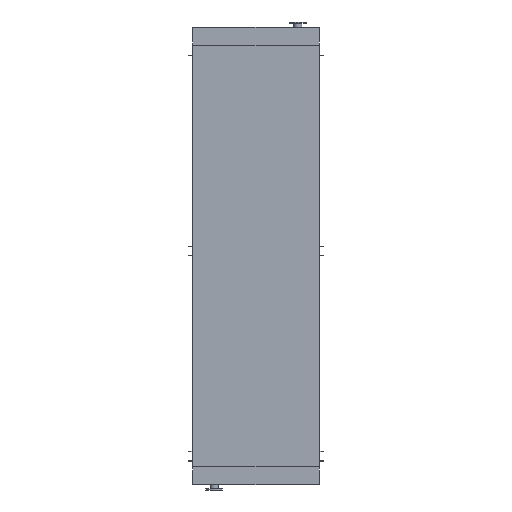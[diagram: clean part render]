
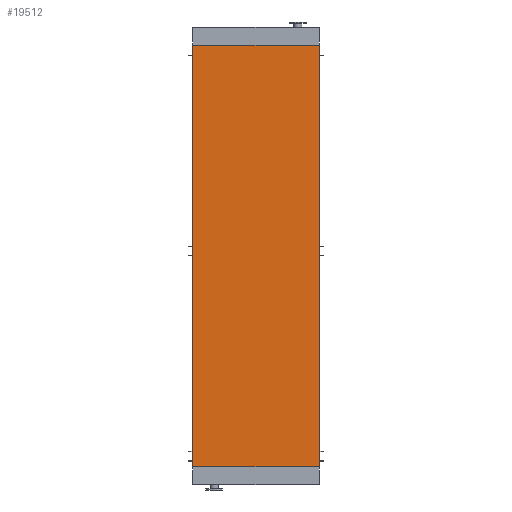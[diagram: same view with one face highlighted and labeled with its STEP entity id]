
A CAD part, front view. The second image highlights one B-rep face of the part: STEP entity #19512.
In plain terms, the highlighted planar face has unit normal (0, -1, 0).
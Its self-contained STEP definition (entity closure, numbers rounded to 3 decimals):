
#136 = CARTESIAN_POINT ( 'NONE',  ( -845., 0., 0. ) ) ;
#602 = DIRECTION ( 'NONE',  ( 0., -1., 0. ) ) ;
#1004 = DIRECTION ( 'NONE',  ( 0., 0., 1. ) ) ;
#1938 = VERTEX_POINT ( 'NONE', #7486 ) ;
#3296 = LINE ( 'NONE', #11107, #9638 ) ;
#4044 = CARTESIAN_POINT ( 'NONE',  ( -845., 0., 0. ) ) ;
#4539 = LINE ( 'NONE', #22799, #17015 ) ;
#5546 = CARTESIAN_POINT ( 'NONE',  ( -845., 0., -5650. ) ) ;
#6118 = DIRECTION ( 'NONE',  ( 1., 0., 0. ) ) ;
#6141 = DIRECTION ( 'NONE',  ( 0., 0., 1. ) ) ;
#6555 = VERTEX_POINT ( 'NONE', #5546 ) ;
#7486 = CARTESIAN_POINT ( 'NONE',  ( 845., 0., -5650. ) ) ;
#7998 = ORIENTED_EDGE ( 'NONE', *, *, #15376, .T. ) ;
#8012 = LINE ( 'NONE', #22534, #17269 ) ;
#8759 = VECTOR ( 'NONE', #6118, 1000. ) ;
#9356 = AXIS2_PLACEMENT_3D ( 'NONE', #18180, #602, #18424 ) ;
#9631 = ORIENTED_EDGE ( 'NONE', *, *, #21128, .T. ) ;
#9638 = VECTOR ( 'NONE', #21451, 1000. ) ;
#11107 = CARTESIAN_POINT ( 'NONE',  ( -845., 0., -5650. ) ) ;
#12176 = EDGE_CURVE ( 'NONE', #17752, #21882, #16198, .T. ) ;
#12681 = FACE_OUTER_BOUND ( 'NONE', #14581, .T. ) ;
#13205 = EDGE_CURVE ( 'NONE', #6555, #17752, #4539, .T. ) ;
#14581 = EDGE_LOOP ( 'NONE', ( #16060, #16723, #7998, #9631 ) ) ;
#15376 = EDGE_CURVE ( 'NONE', #6555, #1938, #3296, .T. ) ;
#16060 = ORIENTED_EDGE ( 'NONE', *, *, #12176, .F. ) ;
#16198 = LINE ( 'NONE', #136, #8759 ) ;
#16723 = ORIENTED_EDGE ( 'NONE', *, *, #13205, .F. ) ;
#17015 = VECTOR ( 'NONE', #1004, 1000. ) ;
#17269 = VECTOR ( 'NONE', #6141, 1000. ) ;
#17752 = VERTEX_POINT ( 'NONE', #4044 ) ;
#18180 = CARTESIAN_POINT ( 'NONE',  ( -845., 0., -5650. ) ) ;
#18424 = DIRECTION ( 'NONE',  ( 0., 0., -1. ) ) ;
#19512 = ADVANCED_FACE ( 'NONE', ( #12681 ), #21930, .T. ) ;
#21128 = EDGE_CURVE ( 'NONE', #1938, #21882, #8012, .T. ) ;
#21451 = DIRECTION ( 'NONE',  ( 1., 0., 0. ) ) ;
#21753 = CARTESIAN_POINT ( 'NONE',  ( 845., 0., 0. ) ) ;
#21882 = VERTEX_POINT ( 'NONE', #21753 ) ;
#21930 = PLANE ( 'NONE',  #9356 ) ;
#22534 = CARTESIAN_POINT ( 'NONE',  ( 845., 0., -5650. ) ) ;
#22799 = CARTESIAN_POINT ( 'NONE',  ( -845., 0., -5650. ) ) ;
